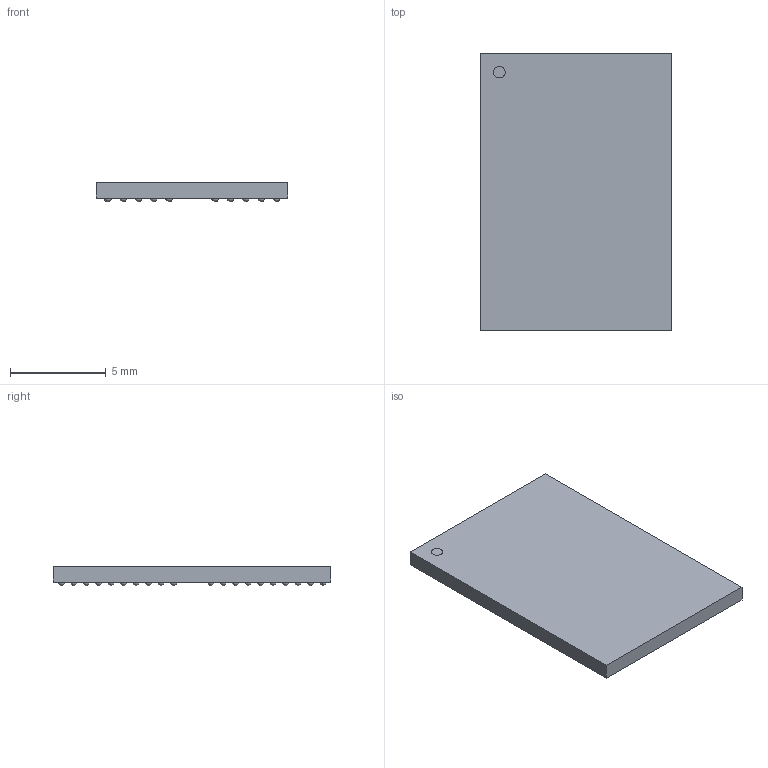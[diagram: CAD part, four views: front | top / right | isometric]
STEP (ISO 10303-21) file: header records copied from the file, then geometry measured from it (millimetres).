
FILE_DESCRIPTION(('FreeCAD Model'),'2;1');
FILE_NAME('Fusion.step', '2020-08-23T22:01:13',('kicad StepUp'),('ksu MCAD'), 'Open CASCADE STEP processor 7.3','FreeCAD','Unknown');
FILE_SCHEMA(('AUTOMOTIVE_DESIGN { 1 0 10303 214 1 1 1 1 }'));
Length unit declared in the file: millimetre
Products named in the file (1): Fusion
Bounding box: 10 x 14.5 x 1.02 mm (x, y, z)
Volume: 119.6 mm3; surface area: 336.6 mm2
Topology: 1 solids, 1 shells, 65 faces, 190 edges, 127 vertices
Faces by surface type: sphere 57, plane 7, cylinder 1
Full cylindrical faces by diameter (mm): 0.6 x1
Entity records: 5005 total; most frequent: CARTESIAN_POINT 1460, DIRECTION 647, ORIENTED_EDGE 266, PCURVE 266, DEFINITIONAL_REPRESENTATION 266, LINE 214, VECTOR 214, AXIS2_PLACEMENT_3D 186
